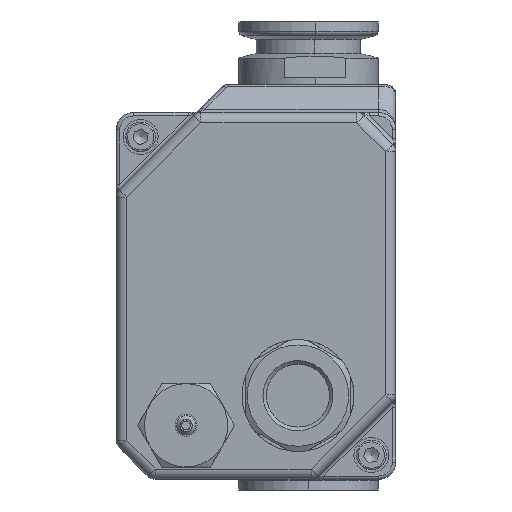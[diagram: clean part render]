
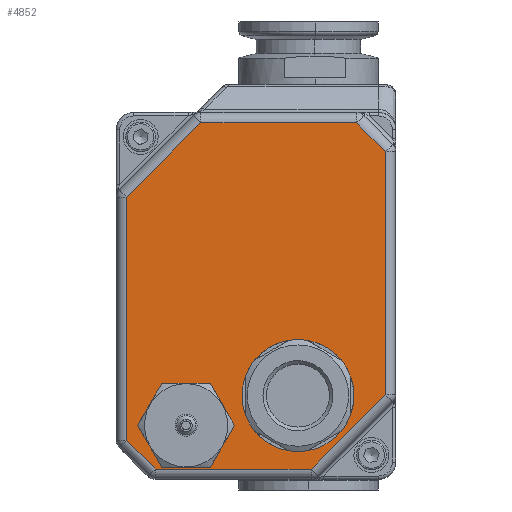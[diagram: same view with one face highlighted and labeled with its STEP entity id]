
A CAD part, front view. The second image highlights one B-rep face of the part: STEP entity #4852.
In plain terms, the highlighted planar face has unit normal (0, -1, 0).
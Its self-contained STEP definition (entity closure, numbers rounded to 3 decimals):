
#1035=CARTESIAN_POINT('',(-8.1,-139.0,-41.5));
#1036=VERTEX_POINT('',#1035);
#1037=CARTESIAN_POINT('',(-20.,-139.0,-41.5));
#1038=DIRECTION('',(0.0,-1.0,0.0));
#1039=DIRECTION('',(-1.0,0.0,0.0));
#1040=AXIS2_PLACEMENT_3D('',#1037,#1038,#1039);
#1041=CIRCLE('',#1040,11.9);
#1042=EDGE_CURVE('',#1036,#1036,#1041,.T.);
#1505=CARTESIAN_POINT('',(28.,-139.0,-33.));
#1506=VERTEX_POINT('',#1505);
#1507=CARTESIAN_POINT('',(12.,-139.0,-33.));
#1508=DIRECTION('',(0.0,1.0,0.0));
#1509=DIRECTION('',(1.0,0.0,0.0));
#1510=AXIS2_PLACEMENT_3D('',#1507,#1508,#1509);
#1511=CIRCLE('',#1510,16.);
#1512=EDGE_CURVE('',#1506,#1506,#1511,.T.);
#4270=CARTESIAN_POINT('',(-37.,-139.,23.757));
#4271=VERTEX_POINT('',#4270);
#4305=CARTESIAN_POINT('',(-15.757,-139.,45.));
#4306=VERTEX_POINT('',#4305);
#4340=CARTESIAN_POINT('',(28.757,-139.,45.));
#4341=VERTEX_POINT('',#4340);
#4384=CARTESIAN_POINT('',(15.757,-139.0,-54.));
#4385=VERTEX_POINT('',#4384);
#4410=CARTESIAN_POINT('',(37.,-139.,36.757));
#4411=VERTEX_POINT('',#4410);
#4443=CARTESIAN_POINT('',(37.,-139.0,-32.757));
#4444=VERTEX_POINT('',#4443);
#4476=CARTESIAN_POINT('',(37.,-139.,36.757));
#4477=DIRECTION('',(0.0,0.0,-1.0));
#4478=VECTOR('',#4477,69.515);
#4479=LINE('',#4476,#4478);
#4480=EDGE_CURVE('',#4411,#4444,#4479,.T.);
#4498=CARTESIAN_POINT('',(37.,-139.0,-32.757));
#4499=DIRECTION('',(-0.707,0.0,-0.707));
#4500=VECTOR('',#4499,30.042);
#4501=LINE('',#4498,#4500);
#4502=EDGE_CURVE('',#4444,#4385,#4501,.T.);
#4542=CARTESIAN_POINT('',(28.757,-139.,45.));
#4543=DIRECTION('',(0.707,0.0,-0.707));
#4544=VECTOR('',#4543,11.657);
#4545=LINE('',#4542,#4544);
#4546=EDGE_CURVE('',#4341,#4411,#4545,.T.);
#4578=CARTESIAN_POINT('',(-28.757,-139.0,-54.));
#4579=VERTEX_POINT('',#4578);
#4596=CARTESIAN_POINT('',(15.757,-139.0,-54.));
#4597=DIRECTION('',(-1.0,0.0,0.0));
#4598=VECTOR('',#4597,44.515);
#4599=LINE('',#4596,#4598);
#4600=EDGE_CURVE('',#4385,#4579,#4599,.T.);
#4640=CARTESIAN_POINT('',(-15.757,-139.,45.));
#4641=DIRECTION('',(1.0,0.0,0.0));
#4642=VECTOR('',#4641,44.515);
#4643=LINE('',#4640,#4642);
#4644=EDGE_CURVE('',#4306,#4341,#4643,.T.);
#4684=CARTESIAN_POINT('',(-37.,-139.,23.757));
#4685=DIRECTION('',(0.707,0.0,0.707));
#4686=VECTOR('',#4685,30.042);
#4687=LINE('',#4684,#4686);
#4688=EDGE_CURVE('',#4271,#4306,#4687,.T.);
#4722=CARTESIAN_POINT('',(-37.,-139.0,-45.757));
#4723=VERTEX_POINT('',#4722);
#4731=CARTESIAN_POINT('',(-37.,-139.0,-45.757));
#4732=DIRECTION('',(0.0,0.0,1.0));
#4733=VECTOR('',#4732,69.515);
#4734=LINE('',#4731,#4733);
#4735=EDGE_CURVE('',#4723,#4271,#4734,.T.);
#4761=CARTESIAN_POINT('',(-28.757,-139.0,-54.));
#4762=DIRECTION('',(-0.707,0.0,0.707));
#4763=VECTOR('',#4762,11.657);
#4764=LINE('',#4761,#4763);
#4765=EDGE_CURVE('',#4579,#4723,#4764,.T.);
#4831=CARTESIAN_POINT('',(0.028,-139.0,-4.462));
#4832=DIRECTION('',(0.0,1.0,0.0));
#4833=DIRECTION('',(0.0,0.0,1.0));
#4834=AXIS2_PLACEMENT_3D('',#4831,#4832,#4833);
#4835=PLANE('',#4834);
#4836=ORIENTED_EDGE('',*,*,#4480,.F.);
#4837=ORIENTED_EDGE('',*,*,#4546,.F.);
#4838=ORIENTED_EDGE('',*,*,#4644,.F.);
#4839=ORIENTED_EDGE('',*,*,#4688,.F.);
#4840=ORIENTED_EDGE('',*,*,#4735,.F.);
#4841=ORIENTED_EDGE('',*,*,#4765,.F.);
#4842=ORIENTED_EDGE('',*,*,#4600,.F.);
#4843=ORIENTED_EDGE('',*,*,#4502,.F.);
#4844=EDGE_LOOP('',(#4836,#4837,#4838,#4839,#4840,#4841,#4842,#4843));
#4845=FACE_OUTER_BOUND('',#4844,.T.);
#4846=ORIENTED_EDGE('',*,*,#1042,.F.);
#4847=EDGE_LOOP('',(#4846));
#4848=FACE_BOUND('',#4847,.T.);
#4849=ORIENTED_EDGE('',*,*,#1512,.T.);
#4850=EDGE_LOOP('',(#4849));
#4851=FACE_BOUND('',#4850,.T.);
#4852=ADVANCED_FACE('',(#4845,#4848,#4851),#4835,.F.);
